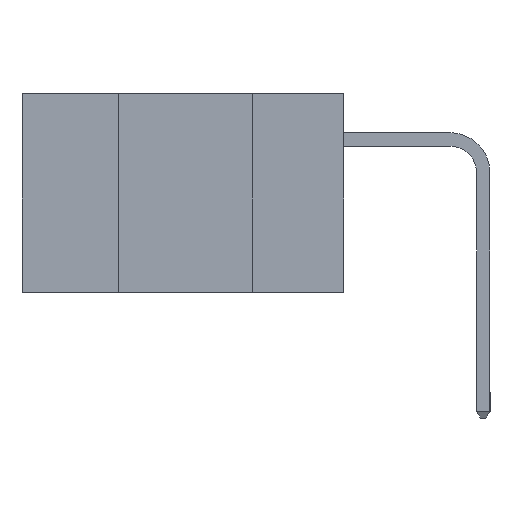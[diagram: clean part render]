
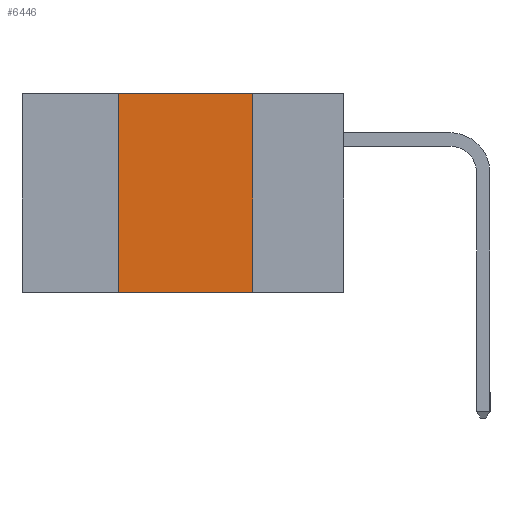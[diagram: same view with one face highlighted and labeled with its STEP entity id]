
A CAD part, left-side view. The second image highlights one B-rep face of the part: STEP entity #6446.
In plain terms, the highlighted planar face has unit normal (-1, 0, 0).
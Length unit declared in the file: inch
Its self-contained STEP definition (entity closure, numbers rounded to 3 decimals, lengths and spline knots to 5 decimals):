
#20 = VECTOR ( 'NONE', #8555, 39.37008 ) ;
#426 = CARTESIAN_POINT ( 'NONE',  ( 0., 0.17, -0.37 ) ) ;
#619 = EDGE_CURVE ( 'NONE', #21026, #21915, #25517, .T. ) ;
#697 = CARTESIAN_POINT ( 'NONE',  ( 0., 0.6, 0. ) ) ;
#1072 = EDGE_LOOP ( 'NONE', ( #25394, #21386, #3596, #29120 ) ) ;
#1426 = EDGE_CURVE ( 'NONE', #25821, #14730, #22192, .T. ) ;
#2149 = EDGE_CURVE ( 'NONE', #21026, #25821, #6202, .T. ) ;
#3010 = DIRECTION ( 'NONE',  ( 1., 0., 0. ) ) ;
#3596 = ORIENTED_EDGE ( 'NONE', *, *, #2149, .F. ) ;
#3729 = EDGE_CURVE ( 'NONE', #14730, #21915, #22490, .T. ) ;
#4000 = CARTESIAN_POINT ( 'NONE',  ( 0., 0.42, 0. ) ) ;
#6202 = LINE ( 'NONE', #22897, #20 ) ;
#6446 = ADVANCED_FACE ( 'NONE', ( #21194 ), #14579, .F. ) ;
#8369 = CARTESIAN_POINT ( 'NONE',  ( 0., 0.17, 0. ) ) ;
#8555 = DIRECTION ( 'NONE',  ( 0., 0., 1. ) ) ;
#9077 = CARTESIAN_POINT ( 'NONE',  ( 0., 0.6, -0.37 ) ) ;
#11556 = VECTOR ( 'NONE', #12021, 39.37008 ) ;
#12021 = DIRECTION ( 'NONE',  ( 0., 0., -1. ) ) ;
#12081 = CARTESIAN_POINT ( 'NONE',  ( 0., 0.17, 0. ) ) ;
#13741 = CARTESIAN_POINT ( 'NONE',  ( 0., 0.42, -0.37 ) ) ;
#14579 = PLANE ( 'NONE',  #21352 ) ;
#14730 = VERTEX_POINT ( 'NONE', #8369 ) ;
#15274 = VECTOR ( 'NONE', #28351, 39.37008 ) ;
#17677 = CARTESIAN_POINT ( 'NONE',  ( 0., 0.6, 0. ) ) ;
#19283 = DIRECTION ( 'NONE',  ( 0., 0., -1. ) ) ;
#19362 = VECTOR ( 'NONE', #24560, 39.37008 ) ;
#21026 = VERTEX_POINT ( 'NONE', #13741 ) ;
#21194 = FACE_OUTER_BOUND ( 'NONE', #1072, .T. ) ;
#21352 = AXIS2_PLACEMENT_3D ( 'NONE', #697, #3010, #19283 ) ;
#21386 = ORIENTED_EDGE ( 'NONE', *, *, #1426, .F. ) ;
#21915 = VERTEX_POINT ( 'NONE', #426 ) ;
#22192 = LINE ( 'NONE', #17677, #15274 ) ;
#22490 = LINE ( 'NONE', #12081, #11556 ) ;
#22897 = CARTESIAN_POINT ( 'NONE',  ( 0., 0.42, 0. ) ) ;
#24560 = DIRECTION ( 'NONE',  ( 0., -1., 0. ) ) ;
#25394 = ORIENTED_EDGE ( 'NONE', *, *, #3729, .F. ) ;
#25517 = LINE ( 'NONE', #9077, #19362 ) ;
#25821 = VERTEX_POINT ( 'NONE', #4000 ) ;
#28351 = DIRECTION ( 'NONE',  ( 0., -1., 0. ) ) ;
#29120 = ORIENTED_EDGE ( 'NONE', *, *, #619, .T. ) ;
